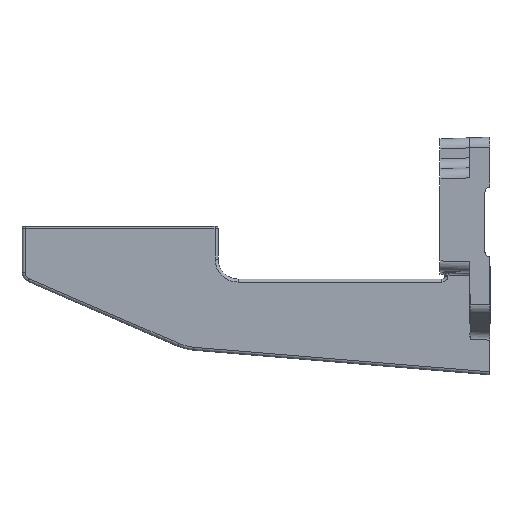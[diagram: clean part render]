
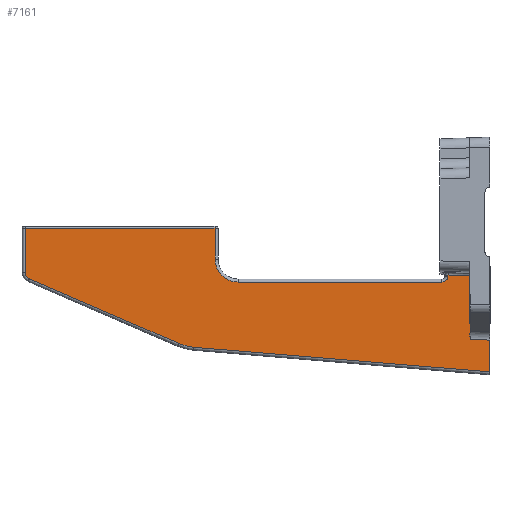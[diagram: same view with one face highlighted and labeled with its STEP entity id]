
A CAD part, left-side view. The second image highlights one B-rep face of the part: STEP entity #7161.
In plain terms, the highlighted planar face has unit normal (-1, 0, 0).
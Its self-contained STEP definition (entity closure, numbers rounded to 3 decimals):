
#24 = VERTEX_POINT ( 'NONE', #8675 ) ;
#312 = VECTOR ( 'NONE', #10135, 1000. ) ;
#411 = CIRCLE ( 'NONE', #10502, 6. ) ;
#436 = ORIENTED_EDGE ( 'NONE', *, *, #2685, .T. ) ;
#507 = AXIS2_PLACEMENT_3D ( 'NONE', #11122, #4840, #12163 ) ;
#683 = EDGE_CURVE ( 'NONE', #1767, #11046, #4074, .T. ) ;
#699 = VECTOR ( 'NONE', #12643, 1000. ) ;
#945 = LINE ( 'NONE', #12527, #8955 ) ;
#960 = CARTESIAN_POINT ( 'NONE',  ( -40., -0.248, -235.01 ) ) ;
#1042 = LINE ( 'NONE', #11935, #9054 ) ;
#1159 = ORIENTED_EDGE ( 'NONE', *, *, #5764, .T. ) ;
#1199 = CARTESIAN_POINT ( 'NONE',  ( -40., 51., -139. ) ) ;
#1289 = CIRCLE ( 'NONE', #3935, 23. ) ;
#1413 = EDGE_CURVE ( 'NONE', #11046, #4827, #5557, .T. ) ;
#1430 = ORIENTED_EDGE ( 'NONE', *, *, #4652, .T. ) ;
#1502 = CARTESIAN_POINT ( 'NONE',  ( -40., 255., -145. ) ) ;
#1763 = ORIENTED_EDGE ( 'NONE', *, *, #1413, .T. ) ;
#1767 = VERTEX_POINT ( 'NONE', #12053 ) ;
#1865 = CARTESIAN_POINT ( 'NONE',  ( -40., 278., -91. ) ) ;
#1907 = VERTEX_POINT ( 'NONE', #6507 ) ;
#2054 = CARTESIAN_POINT ( 'NONE',  ( -40., 295.215, -163.347 ) ) ;
#2085 = DIRECTION ( 'NONE',  ( -1., 0., 0. ) ) ;
#2127 = DIRECTION ( 'NONE',  ( 0., 0.999, 0.043 ) ) ;
#2230 = DIRECTION ( 'NONE',  ( 0., 0., -1. ) ) ;
#2581 = LINE ( 'NONE', #4970, #5344 ) ;
#2613 = CARTESIAN_POINT ( 'NONE',  ( -40., 48.099, -138.07 ) ) ;
#2685 = EDGE_CURVE ( 'NONE', #8633, #7988, #1289, .T. ) ;
#2779 = VECTOR ( 'NONE', #9310, 1000. ) ;
#2868 = EDGE_CURVE ( 'NONE', #7988, #7231, #11400, .T. ) ;
#2966 = CARTESIAN_POINT ( 'NONE',  ( -40., 3., -234.741 ) ) ;
#3101 = DIRECTION ( 'NONE',  ( 0., 0., -1. ) ) ;
#3146 = EDGE_CURVE ( 'NONE', #7841, #8433, #1042, .T. ) ;
#3398 = CARTESIAN_POINT ( 'NONE',  ( -40., 299.099, -210.186 ) ) ;
#3481 = ORIENTED_EDGE ( 'NONE', *, *, #8573, .T. ) ;
#3715 = AXIS2_PLACEMENT_3D ( 'NONE', #8359, #2085, #9393 ) ;
#3935 = AXIS2_PLACEMENT_3D ( 'NONE', #5509, #12825, #6580 ) ;
#4001 = EDGE_CURVE ( 'NONE', #24, #8633, #2581, .T. ) ;
#4074 = CIRCLE ( 'NONE', #5654, 47. ) ;
#4078 = CARTESIAN_POINT ( 'NONE',  ( -40., 23., -202.167 ) ) ;
#4105 = LINE ( 'NONE', #2613, #9701 ) ;
#4156 = LINE ( 'NONE', #5053, #6644 ) ;
#4430 = VECTOR ( 'NONE', #2127, 1000. ) ;
#4652 = EDGE_CURVE ( 'NONE', #11855, #1767, #945, .T. ) ;
#4699 = EDGE_CURVE ( 'NONE', #7231, #1907, #8622, .T. ) ;
#4809 = ORIENTED_EDGE ( 'NONE', *, *, #7310, .T. ) ;
#4827 = VERTEX_POINT ( 'NONE', #2966 ) ;
#4840 = DIRECTION ( 'NONE',  ( 1., 0., 0. ) ) ;
#4876 = EDGE_CURVE ( 'NONE', #1907, #6186, #6300, .T. ) ;
#4970 = CARTESIAN_POINT ( 'NONE',  ( -40., 255., -145. ) ) ;
#5053 = CARTESIAN_POINT ( 'NONE',  ( -40., 3., -238. ) ) ;
#5183 = CARTESIAN_POINT ( 'NONE',  ( -40., 468., -135.422 ) ) ;
#5205 = EDGE_CURVE ( 'NONE', #24, #7418, #411, .T. ) ;
#5241 = CARTESIAN_POINT ( 'NONE',  ( -40., 471., -91. ) ) ;
#5344 = VECTOR ( 'NONE', #11272, 1000. ) ;
#5509 = CARTESIAN_POINT ( 'NONE',  ( -40., 255., -122. ) ) ;
#5557 = LINE ( 'NONE', #960, #2779 ) ;
#5654 = AXIS2_PLACEMENT_3D ( 'NONE', #2054, #9372, #3101 ) ;
#5729 = CARTESIAN_POINT ( 'NONE',  ( -40., 3., -203.025 ) ) ;
#5764 = EDGE_CURVE ( 'NONE', #9499, #8433, #10015, .T. ) ;
#5900 = CARTESIAN_POINT ( 'NONE',  ( -40., 278., -122. ) ) ;
#5958 = VECTOR ( 'NONE', #6265, 1000. ) ;
#6186 = VERTEX_POINT ( 'NONE', #9280 ) ;
#6265 = DIRECTION ( 'NONE',  ( 0., 0., -1. ) ) ;
#6279 = DIRECTION ( 'NONE',  ( 0., -0.918, -0.396 ) ) ;
#6300 = LINE ( 'NONE', #5183, #5958 ) ;
#6329 = DIRECTION ( 'NONE',  ( 0., 1., 0. ) ) ;
#6507 = CARTESIAN_POINT ( 'NONE',  ( -40., 468., -91. ) ) ;
#6580 = DIRECTION ( 'NONE',  ( 0., 0., -1. ) ) ;
#6644 = VECTOR ( 'NONE', #7113, 1000. ) ;
#7110 = CARTESIAN_POINT ( 'NONE',  ( -40., 23., -138.948 ) ) ;
#7113 = DIRECTION ( 'NONE',  ( 0., 0., -1. ) ) ;
#7161 = ADVANCED_FACE ( 'NONE', ( #9118 ), #11027, .F. ) ;
#7231 = VERTEX_POINT ( 'NONE', #1865 ) ;
#7310 = EDGE_CURVE ( 'NONE', #6186, #11855, #12665, .T. ) ;
#7418 = VERTEX_POINT ( 'NONE', #9628 ) ;
#7841 = VERTEX_POINT ( 'NONE', #7110 ) ;
#7945 = ORIENTED_EDGE ( 'NONE', *, *, #3146, .F. ) ;
#7967 = CARTESIAN_POINT ( 'NONE',  ( -40., 463.772, -141.85 ) ) ;
#7988 = VERTEX_POINT ( 'NONE', #5900 ) ;
#8359 = CARTESIAN_POINT ( 'NONE',  ( -40., 461., -135.422 ) ) ;
#8406 = CARTESIAN_POINT ( 'NONE',  ( -40., 23.221, -202.157 ) ) ;
#8433 = VERTEX_POINT ( 'NONE', #4078 ) ;
#8508 = DIRECTION ( 'NONE',  ( -1., 0., 0. ) ) ;
#8513 = ORIENTED_EDGE ( 'NONE', *, *, #2868, .T. ) ;
#8573 = EDGE_CURVE ( 'NONE', #8630, #7418, #11461, .T. ) ;
#8622 = LINE ( 'NONE', #5241, #11054 ) ;
#8630 = VERTEX_POINT ( 'NONE', #11917 ) ;
#8633 = VERTEX_POINT ( 'NONE', #1502 ) ;
#8675 = CARTESIAN_POINT ( 'NONE',  ( -40., 51., -145. ) ) ;
#8823 = ORIENTED_EDGE ( 'NONE', *, *, #5205, .F. ) ;
#8955 = VECTOR ( 'NONE', #6279, 1000. ) ;
#9054 = VECTOR ( 'NONE', #10873, 1000. ) ;
#9100 = CARTESIAN_POINT ( 'NONE',  ( -40., 278., -88. ) ) ;
#9118 = FACE_OUTER_BOUND ( 'NONE', #12251, .T. ) ;
#9280 = CARTESIAN_POINT ( 'NONE',  ( -40., 468., -135.422 ) ) ;
#9310 = DIRECTION ( 'NONE',  ( 0., -0.997, -0.083 ) ) ;
#9372 = DIRECTION ( 'NONE',  ( -1., 0., 0. ) ) ;
#9393 = DIRECTION ( 'NONE',  ( 0., 0., -1. ) ) ;
#9499 = VERTEX_POINT ( 'NONE', #5729 ) ;
#9628 = CARTESIAN_POINT ( 'NONE',  ( -40., 45., -139. ) ) ;
#9701 = VECTOR ( 'NONE', #12796, 1000. ) ;
#9801 = EDGE_CURVE ( 'NONE', #9499, #4827, #4156, .T. ) ;
#9839 = ORIENTED_EDGE ( 'NONE', *, *, #4699, .T. ) ;
#10015 = LINE ( 'NONE', #8406, #4430 ) ;
#10135 = DIRECTION ( 'NONE',  ( 0., 0., 1. ) ) ;
#10502 = AXIS2_PLACEMENT_3D ( 'NONE', #1199, #8508, #2230 ) ;
#10775 = ORIENTED_EDGE ( 'NONE', *, *, #13366, .T. ) ;
#10871 = ORIENTED_EDGE ( 'NONE', *, *, #683, .T. ) ;
#10873 = DIRECTION ( 'NONE',  ( 0., 0., -1. ) ) ;
#11027 = PLANE ( 'NONE',  #507 ) ;
#11046 = VERTEX_POINT ( 'NONE', #3398 ) ;
#11054 = VECTOR ( 'NONE', #6329, 1000. ) ;
#11122 = CARTESIAN_POINT ( 'NONE',  ( -40., 471., -238. ) ) ;
#11272 = DIRECTION ( 'NONE',  ( 0., 1., 0. ) ) ;
#11400 = LINE ( 'NONE', #9100, #312 ) ;
#11461 = LINE ( 'NONE', #12550, #699 ) ;
#11670 = ORIENTED_EDGE ( 'NONE', *, *, #9801, .F. ) ;
#11855 = VERTEX_POINT ( 'NONE', #7967 ) ;
#11859 = ORIENTED_EDGE ( 'NONE', *, *, #4876, .T. ) ;
#11917 = CARTESIAN_POINT ( 'NONE',  ( -40., 45., -138.179 ) ) ;
#11935 = CARTESIAN_POINT ( 'NONE',  ( -40., 23., -214.311 ) ) ;
#12053 = CARTESIAN_POINT ( 'NONE',  ( -40., 313.825, -206.506 ) ) ;
#12163 = DIRECTION ( 'NONE',  ( 0., 0., -1. ) ) ;
#12251 = EDGE_LOOP ( 'NONE', ( #11670, #1159, #7945, #10775, #3481, #8823, #12433, #436, #8513, #9839, #11859, #4809, #1430, #10871, #1763 ) ) ;
#12433 = ORIENTED_EDGE ( 'NONE', *, *, #4001, .T. ) ;
#12527 = CARTESIAN_POINT ( 'NONE',  ( -40., 313.825, -206.506 ) ) ;
#12550 = CARTESIAN_POINT ( 'NONE',  ( -40., 45., -238. ) ) ;
#12643 = DIRECTION ( 'NONE',  ( 0., 0., -1. ) ) ;
#12665 = CIRCLE ( 'NONE', #3715, 7. ) ;
#12796 = DIRECTION ( 'NONE',  ( 0., 0.999, 0.035 ) ) ;
#12825 = DIRECTION ( 'NONE',  ( 1., 0., 0. ) ) ;
#13366 = EDGE_CURVE ( 'NONE', #7841, #8630, #4105, .T. ) ;
